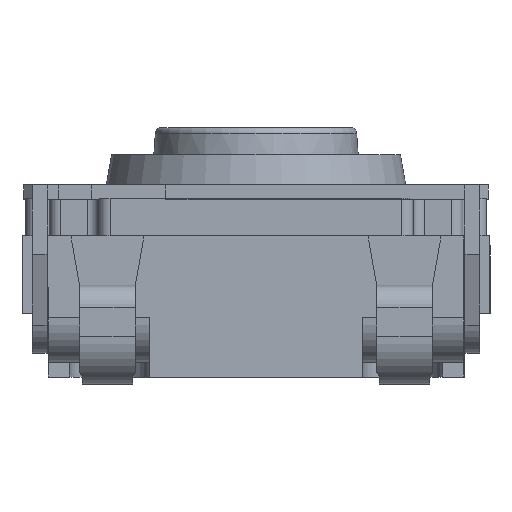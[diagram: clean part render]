
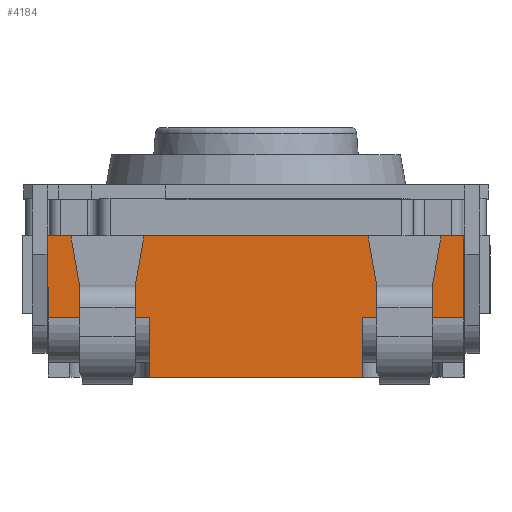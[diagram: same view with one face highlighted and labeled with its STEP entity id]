
A CAD part, left-side view. The second image highlights one B-rep face of the part: STEP entity #4184.
In plain terms, the highlighted planar face has unit normal (-1, 0, 0).
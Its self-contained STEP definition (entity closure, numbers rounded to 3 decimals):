
#169=FACE_OUTER_BOUND('',#393,.T.);
#393=EDGE_LOOP('',(#2827,#2828,#2829,#2830,#2831,#2832,#2833,#2834,#2835,
#2836,#2837,#2838,#2839,#2840,#2841,#2842,#2843,#2844,#2845,#2846));
#721=LINE('',#5984,#1235);
#744=LINE('',#6044,#1258);
#754=LINE('',#6064,#1268);
#755=LINE('',#6066,#1269);
#756=LINE('',#6068,#1270);
#757=LINE('',#6070,#1271);
#758=LINE('',#6072,#1272);
#759=LINE('',#6074,#1273);
#760=LINE('',#6076,#1274);
#761=LINE('',#6078,#1275);
#762=LINE('',#6080,#1276);
#763=LINE('',#6082,#1277);
#764=LINE('',#6084,#1278);
#765=LINE('',#6086,#1279);
#766=LINE('',#6088,#1280);
#767=LINE('',#6090,#1281);
#768=LINE('',#6092,#1282);
#769=LINE('',#6094,#1283);
#770=LINE('',#6095,#1284);
#771=LINE('',#6096,#1285);
#1235=VECTOR('',#4799,1000.);
#1258=VECTOR('',#4846,1000.);
#1268=VECTOR('',#4858,1000.);
#1269=VECTOR('',#4859,1000.);
#1270=VECTOR('',#4860,1000.);
#1271=VECTOR('',#4861,1000.);
#1272=VECTOR('',#4862,1000.);
#1273=VECTOR('',#4863,1000.);
#1274=VECTOR('',#4864,1000.);
#1275=VECTOR('',#4865,1000.);
#1276=VECTOR('',#4866,1000.);
#1277=VECTOR('',#4867,1000.);
#1278=VECTOR('',#4868,1000.);
#1279=VECTOR('',#4869,1000.);
#1280=VECTOR('',#4870,1000.);
#1281=VECTOR('',#4871,1000.);
#1282=VECTOR('',#4872,1000.);
#1283=VECTOR('',#4873,1000.);
#1284=VECTOR('',#4874,1000.);
#1285=VECTOR('',#4875,1000.);
#1751=VERTEX_POINT('',#5981);
#1752=VERTEX_POINT('',#5983);
#1776=VERTEX_POINT('',#6041);
#1777=VERTEX_POINT('',#6043);
#1786=VERTEX_POINT('',#6063);
#1787=VERTEX_POINT('',#6065);
#1788=VERTEX_POINT('',#6067);
#1789=VERTEX_POINT('',#6069);
#1790=VERTEX_POINT('',#6071);
#1791=VERTEX_POINT('',#6073);
#1792=VERTEX_POINT('',#6075);
#1793=VERTEX_POINT('',#6077);
#1794=VERTEX_POINT('',#6079);
#1795=VERTEX_POINT('',#6081);
#1796=VERTEX_POINT('',#6083);
#1797=VERTEX_POINT('',#6085);
#1798=VERTEX_POINT('',#6087);
#1799=VERTEX_POINT('',#6089);
#1800=VERTEX_POINT('',#6091);
#1801=VERTEX_POINT('',#6093);
#2160=EDGE_CURVE('',#1752,#1751,#721,.T.);
#2190=EDGE_CURVE('',#1776,#1777,#744,.T.);
#2200=EDGE_CURVE('',#1752,#1786,#754,.T.);
#2201=EDGE_CURVE('',#1751,#1787,#755,.T.);
#2202=EDGE_CURVE('',#1788,#1787,#756,.T.);
#2203=EDGE_CURVE('',#1788,#1789,#757,.T.);
#2204=EDGE_CURVE('',#1790,#1789,#758,.T.);
#2205=EDGE_CURVE('',#1791,#1790,#759,.T.);
#2206=EDGE_CURVE('',#1792,#1791,#760,.T.);
#2207=EDGE_CURVE('',#1793,#1792,#761,.T.);
#2208=EDGE_CURVE('',#1794,#1793,#762,.T.);
#2209=EDGE_CURVE('',#1795,#1794,#763,.T.);
#2210=EDGE_CURVE('',#1796,#1795,#764,.T.);
#2211=EDGE_CURVE('',#1797,#1796,#765,.T.);
#2212=EDGE_CURVE('',#1798,#1797,#766,.T.);
#2213=EDGE_CURVE('',#1799,#1798,#767,.T.);
#2214=EDGE_CURVE('',#1800,#1799,#768,.T.);
#2215=EDGE_CURVE('',#1801,#1800,#769,.T.);
#2216=EDGE_CURVE('',#1777,#1801,#770,.T.);
#2217=EDGE_CURVE('',#1776,#1786,#771,.T.);
#2827=ORIENTED_EDGE('',*,*,#2200,.F.);
#2828=ORIENTED_EDGE('',*,*,#2160,.T.);
#2829=ORIENTED_EDGE('',*,*,#2201,.T.);
#2830=ORIENTED_EDGE('',*,*,#2202,.F.);
#2831=ORIENTED_EDGE('',*,*,#2203,.T.);
#2832=ORIENTED_EDGE('',*,*,#2204,.F.);
#2833=ORIENTED_EDGE('',*,*,#2205,.F.);
#2834=ORIENTED_EDGE('',*,*,#2206,.F.);
#2835=ORIENTED_EDGE('',*,*,#2207,.F.);
#2836=ORIENTED_EDGE('',*,*,#2208,.F.);
#2837=ORIENTED_EDGE('',*,*,#2209,.F.);
#2838=ORIENTED_EDGE('',*,*,#2210,.F.);
#2839=ORIENTED_EDGE('',*,*,#2211,.F.);
#2840=ORIENTED_EDGE('',*,*,#2212,.F.);
#2841=ORIENTED_EDGE('',*,*,#2213,.F.);
#2842=ORIENTED_EDGE('',*,*,#2214,.F.);
#2843=ORIENTED_EDGE('',*,*,#2215,.F.);
#2844=ORIENTED_EDGE('',*,*,#2216,.F.);
#2845=ORIENTED_EDGE('',*,*,#2190,.F.);
#2846=ORIENTED_EDGE('',*,*,#2217,.T.);
#4014=PLANE('',#4465);
#4184=ADVANCED_FACE('',(#169),#4014,.T.);
#4465=AXIS2_PLACEMENT_3D('',#6062,#4856,#4857);
#4799=DIRECTION('',(0.,0.,1.));
#4846=DIRECTION('',(0.,1.,0.));
#4856=DIRECTION('center_axis',(-1.,0.,0.));
#4857=DIRECTION('ref_axis',(0.,0.,1.));
#4858=DIRECTION('',(0.,1.,0.));
#4859=DIRECTION('',(0.,1.,0.));
#4860=DIRECTION('',(0.,0.,-1.));
#4861=DIRECTION('',(0.,1.,0.));
#4862=DIRECTION('',(0.,0.,1.));
#4863=DIRECTION('',(0.,0.985,0.174));
#4864=DIRECTION('',(0.,1.,0.));
#4865=DIRECTION('',(0.,0.,1.));
#4866=DIRECTION('',(0.,-1.,0.));
#4867=DIRECTION('',(0.,-0.985,0.174));
#4868=DIRECTION('',(0.,0.,1.));
#4869=DIRECTION('',(0.,0.985,0.174));
#4870=DIRECTION('',(0.,1.,0.));
#4871=DIRECTION('',(0.,0.,1.));
#4872=DIRECTION('',(0.,-1.,0.));
#4873=DIRECTION('',(0.,-0.985,0.174));
#4874=DIRECTION('',(0.,0.,1.));
#4875=DIRECTION('',(0.,0.,1.));
#5981=CARTESIAN_POINT('',(-3.15,-1.9,1.435));
#5983=CARTESIAN_POINT('',(-3.15,-1.9,-1.435));
#5984=CARTESIAN_POINT('',(-3.15,-1.9,-2.8));
#6041=CARTESIAN_POINT('',(-3.15,-1.1,-2.8));
#6043=CARTESIAN_POINT('',(-3.15,0.,-2.8));
#6044=CARTESIAN_POINT('',(-3.15,-1.9,-2.8));
#6062=CARTESIAN_POINT('Origin',(-3.15,-1.9,-2.8));
#6063=CARTESIAN_POINT('',(-3.15,-1.1,-1.435));
#6064=CARTESIAN_POINT('',(-3.15,-1.9,-1.435));
#6065=CARTESIAN_POINT('',(-3.15,-1.1,1.435));
#6066=CARTESIAN_POINT('',(-3.15,-1.9,1.435));
#6067=CARTESIAN_POINT('',(-3.15,-1.1,2.8));
#6068=CARTESIAN_POINT('',(-3.15,-1.1,3.435));
#6069=CARTESIAN_POINT('',(-3.15,0.,2.8));
#6070=CARTESIAN_POINT('',(-3.15,-1.9,2.8));
#6071=CARTESIAN_POINT('',(-3.15,0.,2.492));
#6072=CARTESIAN_POINT('',(-3.15,0.,-2.8));
#6073=CARTESIAN_POINT('',(-3.15,-0.664,2.375));
#6074=CARTESIAN_POINT('',(-3.15,-2.748,2.008));
#6075=CARTESIAN_POINT('',(-3.15,-0.964,2.375));
#6076=CARTESIAN_POINT('',(-3.15,-1.9,2.375));
#6077=CARTESIAN_POINT('',(-3.15,-0.964,1.625));
#6078=CARTESIAN_POINT('',(-3.15,-0.964,-2.8));
#6079=CARTESIAN_POINT('',(-3.15,-0.664,1.625));
#6080=CARTESIAN_POINT('',(-3.15,-1.9,1.625));
#6081=CARTESIAN_POINT('',(-3.15,0.,1.508));
#6082=CARTESIAN_POINT('',(-3.15,-1.106,1.703));
#6083=CARTESIAN_POINT('',(-3.15,0.,-1.508));
#6084=CARTESIAN_POINT('',(-3.15,0.,-2.8));
#6085=CARTESIAN_POINT('',(-3.15,-0.664,-1.625));
#6086=CARTESIAN_POINT('',(-3.15,-2.064,-1.872));
#6087=CARTESIAN_POINT('',(-3.15,-0.964,-1.625));
#6088=CARTESIAN_POINT('',(-3.15,-1.9,-1.625));
#6089=CARTESIAN_POINT('',(-3.15,-0.964,-2.375));
#6090=CARTESIAN_POINT('',(-3.15,-0.964,-2.8));
#6091=CARTESIAN_POINT('',(-3.15,-0.664,-2.375));
#6092=CARTESIAN_POINT('',(-3.15,-1.9,-2.375));
#6093=CARTESIAN_POINT('',(-3.15,0.,-2.492));
#6094=CARTESIAN_POINT('',(-3.15,-1.79,-2.176));
#6095=CARTESIAN_POINT('',(-3.15,0.,-2.8));
#6096=CARTESIAN_POINT('',(-3.15,-1.1,-3.435));
